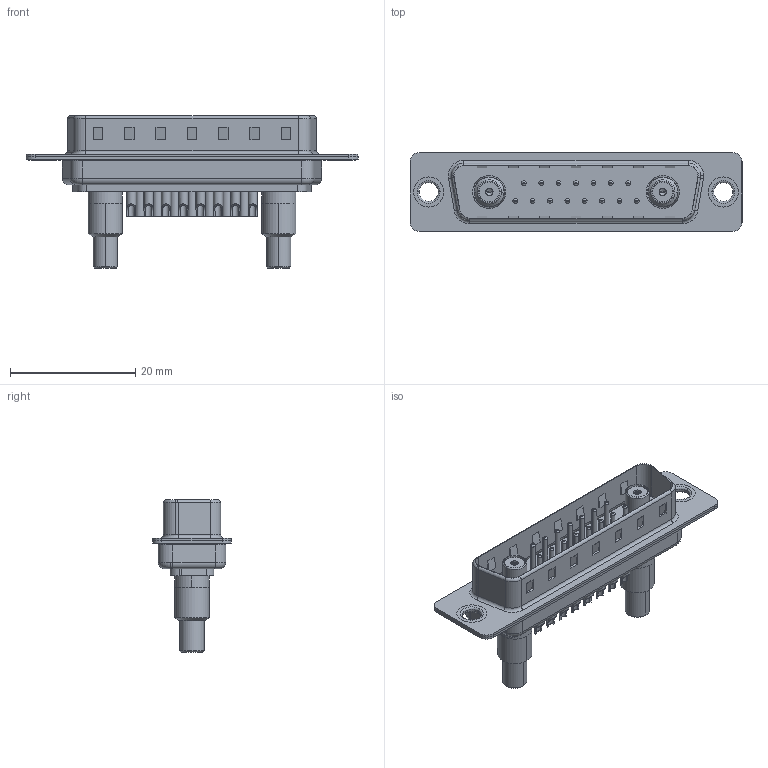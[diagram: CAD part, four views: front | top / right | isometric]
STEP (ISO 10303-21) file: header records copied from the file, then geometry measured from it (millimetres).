
FILE_DESCRIPTION (( 'STEP AP203' ), '1' );
FILE_NAME ('627-17W2622-5T1.STEP', '2019-05-27T22:04:34', ( '' ), ( '' ), 'SwSTEP 2.0', 'SolidWorks 2016', '' );
FILE_SCHEMA (( 'CONFIG_CONTROL_DESIGN' ));
Length unit declared in the file: millimetre
Products named in the file (14): Co-Ax Jack Assy_SC; 627-17W2622-5T1; Locking Collar; 627Combo Shell Rear_25 Contacts; Socket_Solder Cup; 627Combo Contact Row 2_22; Solder Cover; Insulator Socket; Insulator Socket 2; 627Combo Housing_17W2; 627Combo Thru Hole Rivet; Co-Ax Jack_Solder Cup Tail; 627Combo Contact Row 1_22; 627Combo Shell Front_25 Contacts
Assembly tree (28 placements, depth 3):
  627-17W2622-5T1
    627Combo Housing_17W2
    627Combo Shell Rear_25 Contacts
    627Combo Shell Front_25 Contacts
    627Combo Thru Hole Rivet  x2
    Co-Ax Jack Assy_SC  x2
      Co-Ax Jack_Solder Cup Tail
      Insulator Socket
      Insulator Socket 2
      Locking Collar
      Socket_Solder Cup
      Solder Cover
    627Combo Contact Row 1_22  x7
    627Combo Contact Row 2_22  x8
Bounding box: 53 x 12.6 x 24.3 mm (x, y, z)
Volume: 2918.3 mm3; surface area: 8434.1 mm2
Topology: 32 solids, 32 shells, 1165 faces, 2713 edges, 1663 vertices
Faces by surface type: cylinder 489, plane 386, torus 216, cone 70, bspline 4
Entity records: 20942 total; most frequent: DIRECTION 3524, CARTESIAN_POINT 3430, ORIENTED_EDGE 3056, EDGE_CURVE 1528, AXIS2_PLACEMENT_3D 1372, VERTEX_POINT 964, EDGE_LOOP 784, VECTOR 780
